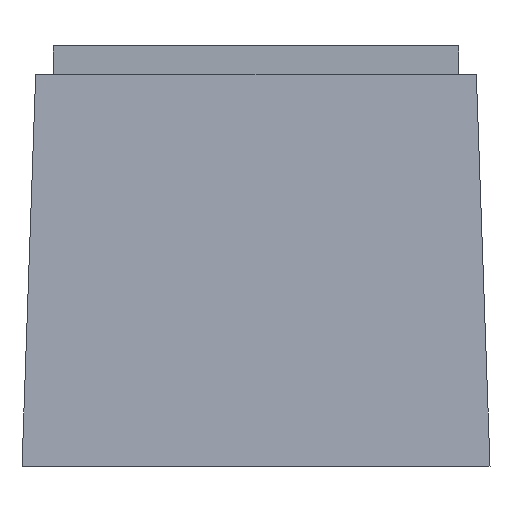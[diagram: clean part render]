
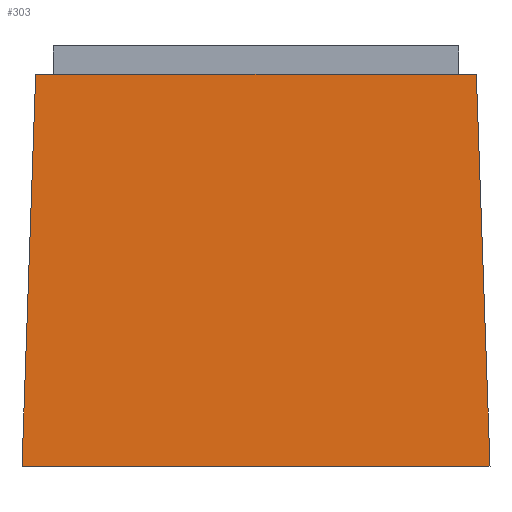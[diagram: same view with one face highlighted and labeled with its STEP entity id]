
A CAD part, front view. The second image highlights one B-rep face of the part: STEP entity #303.
In plain terms, the highlighted planar face has unit normal (0, -0.999, 0.035).
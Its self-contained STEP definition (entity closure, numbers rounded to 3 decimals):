
#283=AXIS2_PLACEMENT_3D('Plane Axis2P3D',#280,#281,#282) ;
#162=CARTESIAN_POINT('Vertex',(0.,0.,0.)) ;
#176=CARTESIAN_POINT('Vertex',(19.714,0.,0.)) ;
#179=CARTESIAN_POINT('Line Origine',(9.857,0.,0.)) ;
#265=CARTESIAN_POINT('Vertex',(19.138,0.576,16.5)) ;
#268=CARTESIAN_POINT('Line Origine',(19.426,0.288,8.25)) ;
#280=CARTESIAN_POINT('Axis2P3D Location',(20.857,0.264,7.557)) ;
#285=CARTESIAN_POINT('Line Origine',(9.857,0.576,16.5)) ;
#289=CARTESIAN_POINT('Vertex',(0.576,0.576,16.5)) ;
#292=CARTESIAN_POINT('Line Origine',(0.288,0.288,8.25)) ;
#180=DIRECTION('Vector Direction',(-1.,0.,0.)) ;
#269=DIRECTION('Vector Direction',(-0.035,0.035,0.999)) ;
#281=DIRECTION('Axis2P3D Direction',(0.,0.999,-0.035)) ;
#282=DIRECTION('Axis2P3D XDirection',(0.,-0.035,-0.999)) ;
#286=DIRECTION('Vector Direction',(-1.,0.,0.)) ;
#293=DIRECTION('Vector Direction',(-0.035,-0.035,-0.999)) ;
#181=VECTOR('Line Direction',#180,1.) ;
#270=VECTOR('Line Direction',#269,1.) ;
#287=VECTOR('Line Direction',#286,1.) ;
#294=VECTOR('Line Direction',#293,1.) ;
#298=ORIENTED_EDGE('',*,*,#183,.F.) ;
#299=ORIENTED_EDGE('',*,*,#272,.T.) ;
#300=ORIENTED_EDGE('',*,*,#291,.T.) ;
#301=ORIENTED_EDGE('',*,*,#296,.T.) ;
#303=ADVANCED_FACE('MANIFOLD_SOLID_BREP #101',(#302),#284,.F.) ;
#183=EDGE_CURVE('',#177,#163,#182,.T.) ;
#272=EDGE_CURVE('',#177,#266,#271,.T.) ;
#291=EDGE_CURVE('',#266,#290,#288,.T.) ;
#296=EDGE_CURVE('',#290,#163,#295,.T.) ;
#297=EDGE_LOOP('',(#298,#299,#300,#301)) ;
#302=FACE_OUTER_BOUND('',#297,.T.) ;
#182=LINE('Line',#179,#181) ;
#271=LINE('Line',#268,#270) ;
#288=LINE('Line',#285,#287) ;
#295=LINE('Line',#292,#294) ;
#284=PLANE('',#283) ;
#163=VERTEX_POINT('',#162) ;
#177=VERTEX_POINT('',#176) ;
#266=VERTEX_POINT('',#265) ;
#290=VERTEX_POINT('',#289) ;
